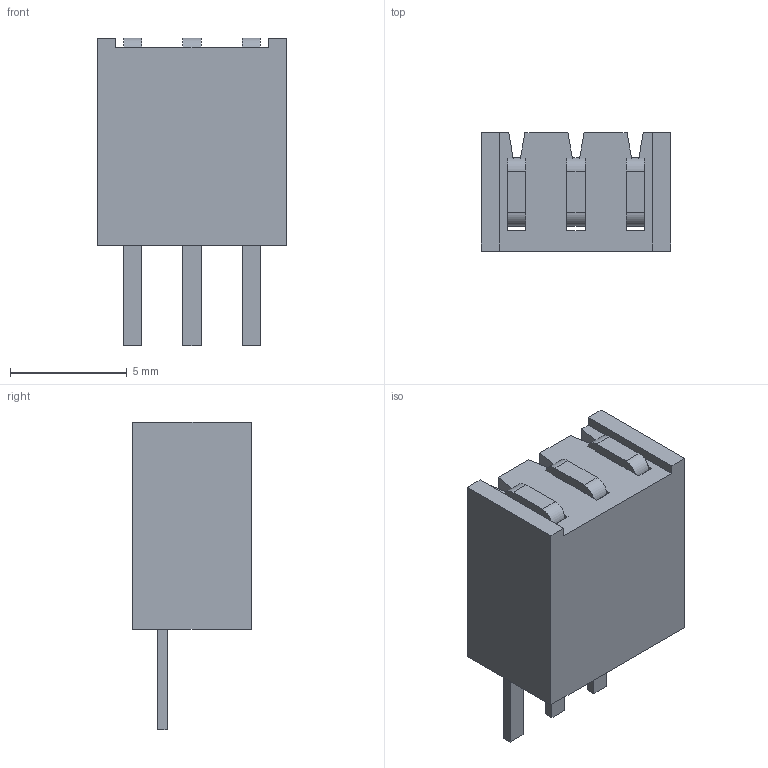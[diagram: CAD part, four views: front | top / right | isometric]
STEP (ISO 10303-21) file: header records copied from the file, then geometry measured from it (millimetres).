
FILE_DESCRIPTION(('FreeCAD Model'),'2;1');
FILE_NAME('Open CASCADE Shape Model','2025-03-04T20:58:31',(''),(''), 'Open CASCADE STEP processor 7.8','FreeCAD','Unknown');
FILE_SCHEMA(('AUTOMOTIVE_DESIGN { 1 0 10303 214 1 1 1 1 }'));
Length unit declared in the file: millimetre
Products named in the file (3): BSW-103-04-G-S; BSW-03-04-S_socket; C-8-5-01-03-S
Assembly tree (2 placements, depth 2):
  BSW-103-04-G-S
    BSW-03-04-S_socket
    C-8-5-01-03-S
Bounding box: 8.13 x 5.08 x 13.21 mm (x, y, z)
Volume: 360.1 mm3; surface area: 674.8 mm2
Topology: 2 solids, 2 shells, 114 faces, 336 edges, 220 vertices
Faces by surface type: plane 102, cylinder 12
Entity records: 3818 total; most frequent: CARTESIAN_POINT 673, ORIENTED_EDGE 672, DIRECTION 594, EDGE_CURVE 336, LINE 312, VECTOR 312, VERTEX_POINT 220, AXIS2_PLACEMENT_3D 141
